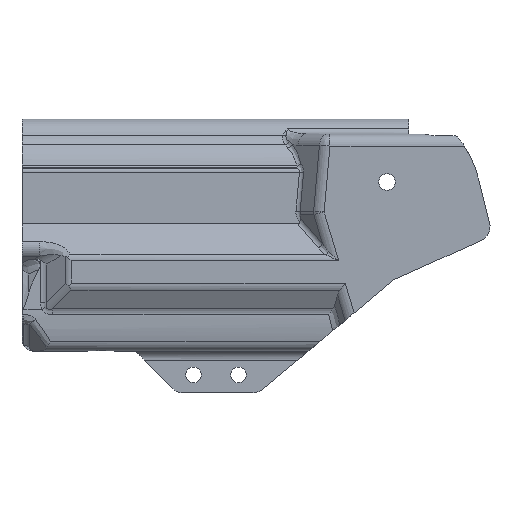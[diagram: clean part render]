
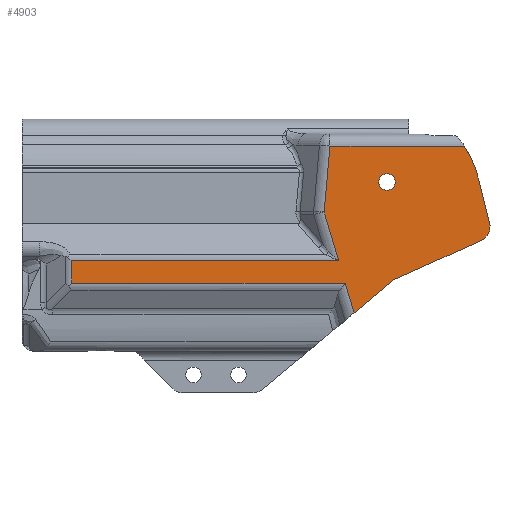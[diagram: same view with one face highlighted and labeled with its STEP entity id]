
A CAD part, front view. The second image highlights one B-rep face of the part: STEP entity #4903.
In plain terms, the highlighted planar face has unit normal (0, -1, 0).
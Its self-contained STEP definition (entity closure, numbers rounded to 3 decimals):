
#496=CIRCLE('',#5221,36.967);
#502=CIRCLE('',#5230,2.75);
#503=CIRCLE('',#5231,5.);
#707=ORIENTED_EDGE('',*,*,#2267,.F.);
#708=ORIENTED_EDGE('',*,*,#2268,.T.);
#709=ORIENTED_EDGE('',*,*,#2269,.T.);
#710=ORIENTED_EDGE('',*,*,#2270,.T.);
#711=ORIENTED_EDGE('',*,*,#2271,.F.);
#712=ORIENTED_EDGE('',*,*,#2272,.F.);
#713=ORIENTED_EDGE('',*,*,#2273,.T.);
#714=ORIENTED_EDGE('',*,*,#2274,.T.);
#715=ORIENTED_EDGE('',*,*,#2246,.F.);
#716=ORIENTED_EDGE('',*,*,#2275,.T.);
#717=ORIENTED_EDGE('',*,*,#2276,.T.);
#718=ORIENTED_EDGE('',*,*,#2277,.T.);
#719=ORIENTED_EDGE('',*,*,#2278,.T.);
#2246=EDGE_CURVE('',#3025,#3026,#496,.T.);
#2267=EDGE_CURVE('',#3045,#3045,#502,.F.);
#2268=EDGE_CURVE('',#3046,#3047,#3521,.T.);
#2269=EDGE_CURVE('',#3047,#3048,#3522,.F.);
#2270=EDGE_CURVE('',#3048,#3049,#3523,.F.);
#2271=EDGE_CURVE('',#3050,#3049,#3524,.T.);
#2272=EDGE_CURVE('',#3051,#3050,#3525,.T.);
#2273=EDGE_CURVE('',#3051,#3052,#503,.F.);
#2274=EDGE_CURVE('',#3052,#3026,#3526,.T.);
#2275=EDGE_CURVE('',#3025,#3053,#3527,.F.);
#2276=EDGE_CURVE('',#3053,#3054,#3528,.T.);
#2277=EDGE_CURVE('',#3054,#3055,#3529,.F.);
#2278=EDGE_CURVE('',#3055,#3046,#3530,.T.);
#3025=VERTEX_POINT('',#7254);
#3026=VERTEX_POINT('',#7256);
#3045=VERTEX_POINT('',#7301);
#3046=VERTEX_POINT('',#7303);
#3047=VERTEX_POINT('',#7304);
#3048=VERTEX_POINT('',#7306);
#3049=VERTEX_POINT('',#7308);
#3050=VERTEX_POINT('',#7310);
#3051=VERTEX_POINT('',#7312);
#3052=VERTEX_POINT('',#7314);
#3053=VERTEX_POINT('',#7317);
#3054=VERTEX_POINT('',#7319);
#3055=VERTEX_POINT('',#7321);
#3521=LINE('',#7302,#3863);
#3522=LINE('',#7305,#3864);
#3523=LINE('',#7307,#3865);
#3524=LINE('',#7309,#3866);
#3525=LINE('',#7311,#3867);
#3526=LINE('',#7315,#3868);
#3527=LINE('',#7316,#3869);
#3528=LINE('',#7318,#3870);
#3529=LINE('',#7320,#3871);
#3530=LINE('',#7322,#3872);
#3863=VECTOR('',#5831,1000.);
#3864=VECTOR('',#5832,1000.);
#3865=VECTOR('',#5833,1000.);
#3866=VECTOR('',#5834,1000.);
#3867=VECTOR('',#5835,1000.);
#3868=VECTOR('',#5838,1000.);
#3869=VECTOR('',#5839,1000.);
#3870=VECTOR('',#5840,1000.);
#3871=VECTOR('',#5841,1000.);
#3872=VECTOR('',#5842,1000.);
#4189=EDGE_LOOP('',(#707));
#4190=EDGE_LOOP('',(#708,#709,#710,#711,#712,#713,#714,#715,#716,#717,#718,
#719));
#4497=FACE_BOUND('',#4189,.T.);
#4498=FACE_BOUND('',#4190,.T.);
#4799=PLANE('',#5229);
#4903=ADVANCED_FACE('',(#4497,#4498),#4799,.F.);
#5221=AXIS2_PLACEMENT_3D('',#7255,#5798,#5799);
#5229=AXIS2_PLACEMENT_3D('',#7299,#5827,#5828);
#5230=AXIS2_PLACEMENT_3D('',#7300,#5829,#5830);
#5231=AXIS2_PLACEMENT_3D('',#7313,#5836,#5837);
#5798=DIRECTION('',(0.,1.,0.));
#5799=DIRECTION('',(0.,0.,1.));
#5827=DIRECTION('',(0.,1.,0.));
#5828=DIRECTION('',(0.,0.,1.));
#5829=DIRECTION('',(0.,1.,0.));
#5830=DIRECTION('',(0.,0.,1.));
#5831=DIRECTION('',(0.002,0.,-1.));
#5832=DIRECTION('',(-1.,0.,0.));
#5833=DIRECTION('',(-0.284,0.,0.959));
#5834=DIRECTION('',(-0.768,0.,-0.641));
#5835=DIRECTION('',(-0.912,0.,-0.41));
#5836=DIRECTION('',(0.,1.,0.));
#5837=DIRECTION('',(0.,0.,1.));
#5838=DIRECTION('',(-0.241,0.,0.971));
#5839=DIRECTION('',(1.,0.,0.));
#5840=DIRECTION('',(-0.087,0.,-0.996));
#5841=DIRECTION('',(-0.284,0.,0.959));
#5842=DIRECTION('',(-1.,0.,0.));
#7254=CARTESIAN_POINT('',(148.206,-21.03,10.708));
#7255=CARTESIAN_POINT('',(117.098,-21.03,-9.263));
#7256=CARTESIAN_POINT('',(152.979,-21.03,-0.37));
#7299=CARTESIAN_POINT('',(117.098,-21.03,-9.263));
#7300=CARTESIAN_POINT('',(122.306,-21.03,-1.374));
#7301=CARTESIAN_POINT('',(122.306,-21.03,1.376));
#7302=CARTESIAN_POINT('',(16.576,-21.03,-9.472));
#7303=CARTESIAN_POINT('',(16.616,-21.03,-27.765));
#7304=CARTESIAN_POINT('',(16.632,-21.03,-35.196));
#7305=CARTESIAN_POINT('',(108.677,-21.03,-35.196));
#7306=CARTESIAN_POINT('',(108.28,-21.03,-35.196));
#7307=CARTESIAN_POINT('',(111.508,-21.03,-46.095));
#7308=CARTESIAN_POINT('',(111.248,-21.03,-45.217));
#7309=CARTESIAN_POINT('',(132.383,-21.03,-27.582));
#7310=CARTESIAN_POINT('',(124.515,-21.03,-34.146));
#7311=CARTESIAN_POINT('',(124.515,-21.03,-34.146));
#7312=CARTESIAN_POINT('',(153.851,-21.03,-20.958));
#7313=CARTESIAN_POINT('',(151.801,-21.03,-16.398));
#7314=CARTESIAN_POINT('',(156.654,-21.03,-15.195));
#7315=CARTESIAN_POINT('',(155.83,-21.03,-11.87));
#7316=CARTESIAN_POINT('',(117.098,-21.03,10.708));
#7317=CARTESIAN_POINT('',(103.162,-21.03,10.708));
#7318=CARTESIAN_POINT('',(101.182,-21.03,-11.923));
#7319=CARTESIAN_POINT('',(101.229,-21.03,-11.388));
#7320=CARTESIAN_POINT('',(105.901,-21.03,-27.162));
#7321=CARTESIAN_POINT('',(106.08,-21.03,-27.765));
#7322=CARTESIAN_POINT('',(117.098,-21.03,-27.765));
